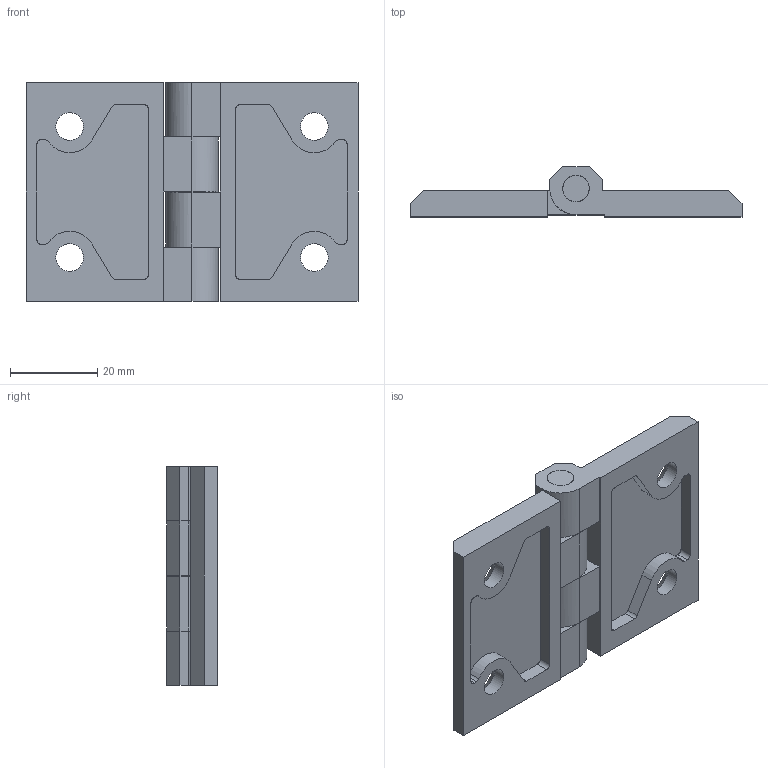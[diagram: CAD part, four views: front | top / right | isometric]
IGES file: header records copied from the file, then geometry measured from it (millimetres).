
Global section: file name: 615007; native system: Autodesk Inventor 2016; preprocessor: unknown; date: 20180531.181709; units: millimetre
Bounding box: 76 x 11.5 x 50 mm (x, y, z)
Volume: 18688.6 mm3; surface area: 13059.1 mm2
Topology: 3 solids, 3 shells, 109 faces, 311 edges, 212 vertices
Faces by surface type: bspline 109
